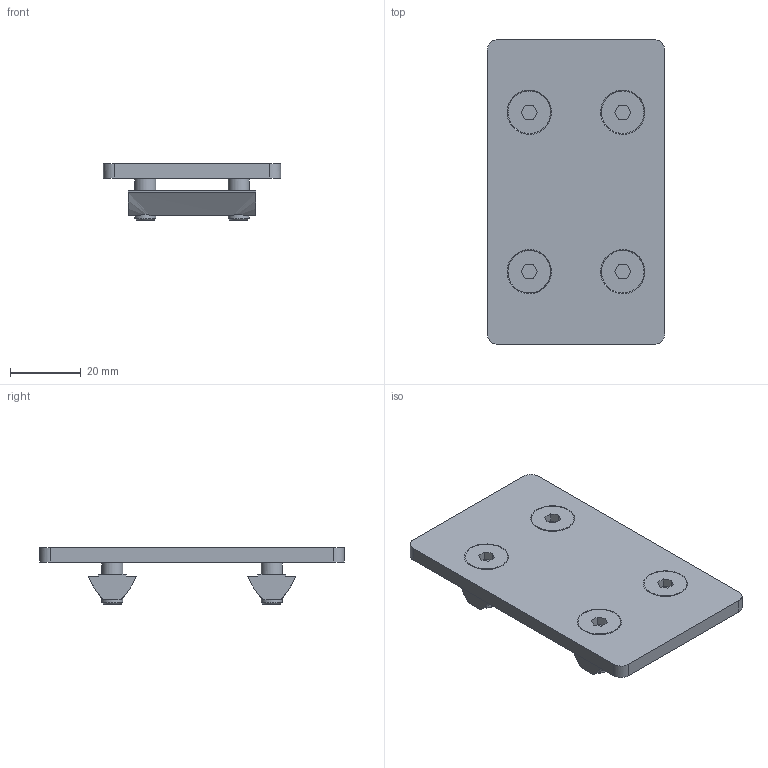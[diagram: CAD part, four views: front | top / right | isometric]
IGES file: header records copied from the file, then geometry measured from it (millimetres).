
Global section: file name: 500005.stp; native system: Autodesk Inventor 2021; preprocessor: unknown; author: Mrówczyńska,,; organization: 11; date: 20220802.130511; units: millimetre
Bounding box: 50 x 86 x 16 mm (x, y, z)
Volume: 22608.2 mm3; surface area: 12946.3 mm2
Topology: 1 solids, 1 shells, 102 faces, 264 edges, 176 vertices
Faces by surface type: bspline 102
